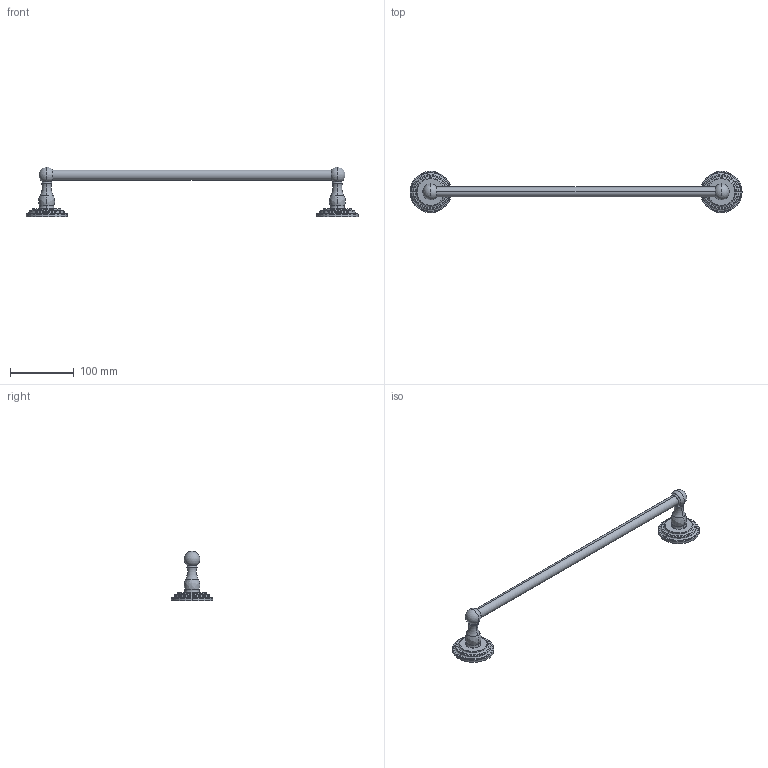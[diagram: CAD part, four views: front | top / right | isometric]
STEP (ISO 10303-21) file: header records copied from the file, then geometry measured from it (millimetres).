
FILE_DESCRIPTION((''),'2;1');
FILE_NAME('890-1230','2025-04-22T16:45:52',('SwamiS'),(''),'CREO PARAMETRIC BY PTC INC, 2023134','CREO PARAMETRIC BY PTC INC, 2023134','');
FILE_SCHEMA(('CONFIG_CONTROL_DESIGN'));
Length unit declared in the file: inch
Products named in the file (1): 890-1230
Bounding box: 522.22 x 65.02 x 78.12 mm (x, y, z)
Volume: 119180.1 mm3; surface area: 70166.5 mm2
Topology: 3 solids, 3 shells, 94 faces, 188 edges, 110 vertices
Faces by surface type: cylinder 36, torus 28, plane 18, cone 4, sphere 4, bspline 4
Entity records: 2580 total; most frequent: DIRECTION 508, CARTESIAN_POINT 496, ORIENTED_EDGE 368, AXIS2_PLACEMENT_3D 234, EDGE_CURVE 184, CIRCLE 144, VERTEX_POINT 110, EDGE_LOOP 110
